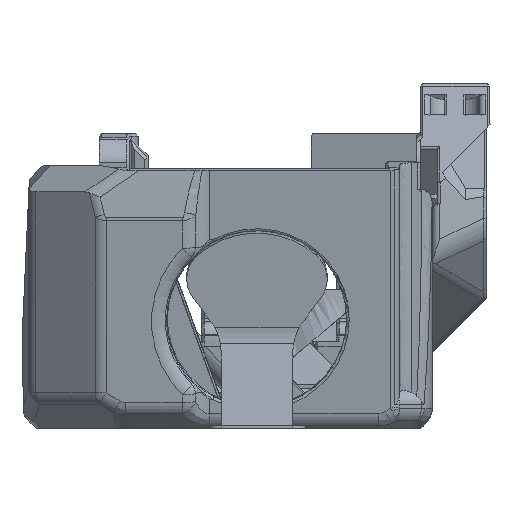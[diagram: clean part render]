
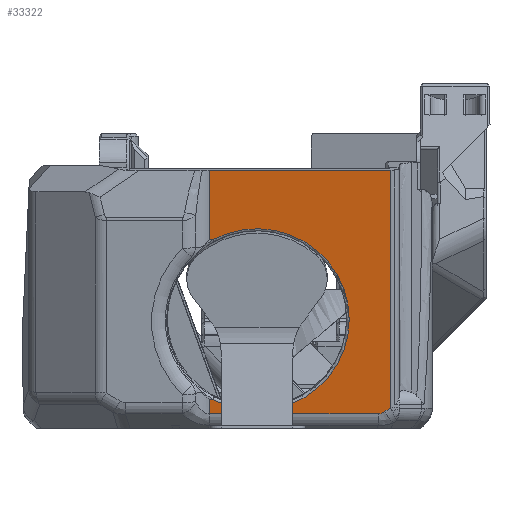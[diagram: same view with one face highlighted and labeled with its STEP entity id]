
A CAD part, left-side view. The second image highlights one B-rep face of the part: STEP entity #33322.
In plain terms, the highlighted planar face has unit normal (-0.985, 0, -0.174).
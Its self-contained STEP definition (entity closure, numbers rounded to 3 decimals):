
#998=ELLIPSE('',#35940,3.203,2.);
#1726=B_SPLINE_CURVE_WITH_KNOTS('',3,(#58167,#58168,#58169,#58170),
 .UNSPECIFIED.,.F.,.F.,(4,4),(0.001,0.001),
 .UNSPECIFIED.);
#1748=B_SPLINE_CURVE_WITH_KNOTS('',3,(#58700,#58701,#58702,#58703),
 .UNSPECIFIED.,.F.,.F.,(4,4),(0.001,0.001),
 .UNSPECIFIED.);
#2242=CIRCLE('',#35155,14.4);
#8032=ORIENTED_EDGE('',*,*,#15762,.T.);
#8033=ORIENTED_EDGE('',*,*,#14376,.T.);
#8034=ORIENTED_EDGE('',*,*,#15950,.T.);
#8035=ORIENTED_EDGE('',*,*,#15951,.T.);
#8036=ORIENTED_EDGE('',*,*,#15952,.T.);
#8037=ORIENTED_EDGE('',*,*,#15953,.F.);
#8038=ORIENTED_EDGE('',*,*,#15954,.F.);
#8039=ORIENTED_EDGE('',*,*,#15955,.F.);
#8040=ORIENTED_EDGE('',*,*,#15745,.F.);
#8041=ORIENTED_EDGE('',*,*,#15760,.T.);
#14376=EDGE_CURVE('',#18984,#18985,#2242,.T.);
#15745=EDGE_CURVE('',#19921,#19922,#22734,.T.);
#15760=EDGE_CURVE('',#19921,#19931,#22743,.F.);
#15762=EDGE_CURVE('',#19931,#18984,#1726,.F.);
#15950=EDGE_CURVE('',#18985,#20051,#1748,.T.);
#15951=EDGE_CURVE('',#20051,#20052,#22855,.F.);
#15952=EDGE_CURVE('',#20052,#20053,#22856,.T.);
#15953=EDGE_CURVE('',#20054,#20053,#998,.F.);
#15954=EDGE_CURVE('',#20055,#20054,#22857,.T.);
#15955=EDGE_CURVE('',#19922,#20055,#22858,.F.);
#18984=VERTEX_POINT('',#51370);
#18985=VERTEX_POINT('',#51371);
#19921=VERTEX_POINT('',#58101);
#19922=VERTEX_POINT('',#58103);
#19931=VERTEX_POINT('',#58139);
#20051=VERTEX_POINT('',#58704);
#20052=VERTEX_POINT('',#58706);
#20053=VERTEX_POINT('',#58708);
#20054=VERTEX_POINT('',#58710);
#20055=VERTEX_POINT('',#58712);
#22734=LINE('',#58102,#25713);
#22743=LINE('',#58140,#25722);
#22855=LINE('',#58705,#25834);
#22856=LINE('',#58707,#25835);
#22857=LINE('',#58711,#25836);
#22858=LINE('',#58713,#25837);
#25713=VECTOR('',#41557,1000.);
#25722=VECTOR('',#41582,1000.);
#25834=VECTOR('',#41908,1000.);
#25835=VECTOR('',#41909,1000.);
#25836=VECTOR('',#41912,1000.);
#25837=VECTOR('',#41913,1000.);
#28203=EDGE_LOOP('',(#8032,#8033,#8034,#8035,#8036,#8037,#8038,#8039,#8040,
#8041));
#30255=FACE_BOUND('',#28203,.T.);
#31784=PLANE('',#35939);
#33322=ADVANCED_FACE('',(#30255),#31784,.F.);
#35155=AXIS2_PLACEMENT_3D('',#51369,#39543,#39544);
#35939=AXIS2_PLACEMENT_3D('',#58699,#41906,#41907);
#35940=AXIS2_PLACEMENT_3D('',#58709,#41910,#41911);
#39543=DIRECTION('',(0.985,0.,0.174));
#39544=DIRECTION('',(0.174,0.,-0.985));
#41557=DIRECTION('',(0.,-1.,0.));
#41582=DIRECTION('',(-0.174,0.,0.985));
#41906=DIRECTION('',(0.985,0.,0.174));
#41907=DIRECTION('',(-0.174,0.,0.985));
#41908=DIRECTION('',(-0.174,0.,0.985));
#41909=DIRECTION('',(0.,-1.,0.));
#41910=DIRECTION('',(-0.985,0.,-0.174));
#41911=DIRECTION('',(-0.165,-0.304,0.938));
#41912=DIRECTION('',(0.097,0.829,-0.551));
#41913=DIRECTION('',(-0.174,0.,0.985));
#51369=CARTESIAN_POINT('',(-30.458,4.853,16.973));
#51370=CARTESIAN_POINT('',(-32.651,11.767,29.413));
#51371=CARTESIAN_POINT('',(-28.264,11.767,4.533));
#58101=CARTESIAN_POINT('',(-34.572,12.27,40.304));
#58102=CARTESIAN_POINT('',(-34.572,24.853,40.304));
#58103=CARTESIAN_POINT('',(-34.572,-16.002,40.304));
#58139=CARTESIAN_POINT('',(-32.66,12.27,29.463));
#58140=CARTESIAN_POINT('',(-31.185,12.27,21.099));
#58167=CARTESIAN_POINT('',(-32.651,11.767,29.413));
#58168=CARTESIAN_POINT('',(-32.654,11.935,29.425));
#58169=CARTESIAN_POINT('',(-32.657,12.103,29.442));
#58170=CARTESIAN_POINT('',(-32.66,12.27,29.463));
#58699=CARTESIAN_POINT('',(-31.185,24.853,21.099));
#58700=CARTESIAN_POINT('',(-28.264,11.767,4.533));
#58701=CARTESIAN_POINT('',(-28.262,11.935,4.52));
#58702=CARTESIAN_POINT('',(-28.259,12.103,4.503));
#58703=CARTESIAN_POINT('',(-28.255,12.27,4.482));
#58704=CARTESIAN_POINT('',(-28.255,12.27,4.482));
#58705=CARTESIAN_POINT('',(-31.185,12.27,21.099));
#58706=CARTESIAN_POINT('',(-27.864,12.27,2.262));
#58707=CARTESIAN_POINT('',(-27.864,-14.655,2.262));
#58708=CARTESIAN_POINT('',(-27.864,-14.07,2.262));
#58709=CARTESIAN_POINT('',(-28.404,-14.652,5.326));
#58710=CARTESIAN_POINT('',(-27.923,-15.07,2.597));
#58711=CARTESIAN_POINT('',(-27.821,-14.199,2.018));
#58712=CARTESIAN_POINT('',(-28.032,-16.002,3.216));
#58713=CARTESIAN_POINT('',(-7.663,-16.002,-112.301));
